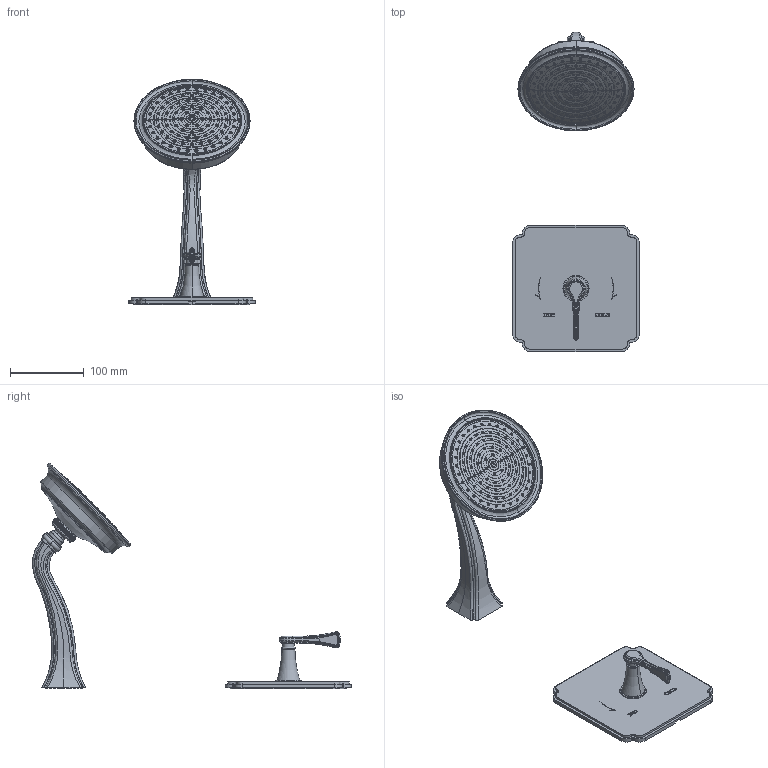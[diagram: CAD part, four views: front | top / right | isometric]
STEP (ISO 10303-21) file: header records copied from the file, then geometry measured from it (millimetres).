
FILE_DESCRIPTION((''),'2;1');
FILE_NAME('3-2534BP','2021-08-27T09:07:09',('rsmith'),(''),'CREO PARAMETRIC BY PTC INC, 2018400','CREO PARAMETRIC BY PTC INC, 2018400','');
FILE_SCHEMA(('AUTOMOTIVE_DESIGN { 1 0 10303 214 1 1 1 1 }'));
Products named in the file (1): 3-2534BP
Bounding box: 171.45 x 433.1 x 306.14 mm (x, y, z)
Volume: 952792.4 mm3; surface area: 194573.1 mm2
Topology: 64 solids, 64 shells, 1905 faces, 4611 edges, 2947 vertices
Faces by surface type: cylinder 627, plane 530, torus 288, cone 190, bspline 117, extrusion 99, sphere 54
Entity records: 133301 total; most frequent: CARTESIAN_POINT 61133, ORIENTED_EDGE 9218, DIRECTION 9026, PRESENTATION_STYLE_ASSIGNMENT 6293, STYLED_ITEM 4683, CURVE_STYLE 4609, EDGE_CURVE 4609, AXIS2_PLACEMENT_3D 3833
